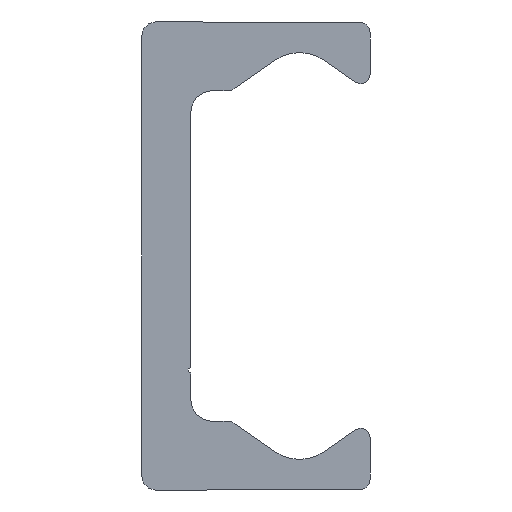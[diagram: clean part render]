
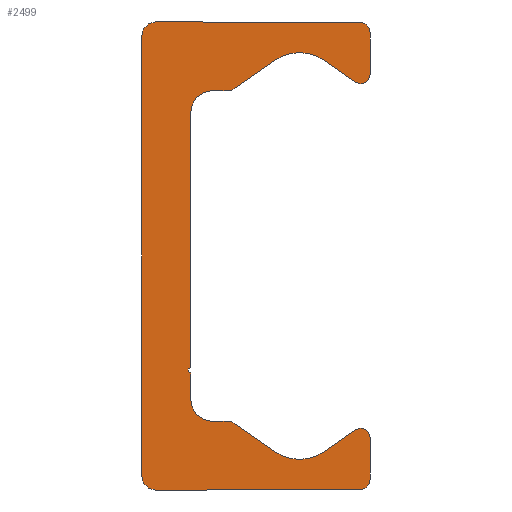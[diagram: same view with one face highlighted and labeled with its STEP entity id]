
A CAD part, left-side view. The second image highlights one B-rep face of the part: STEP entity #2499.
In plain terms, the highlighted planar face has unit normal (-1, 0, 0).
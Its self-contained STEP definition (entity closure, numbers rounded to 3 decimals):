
#1476=CARTESIAN_POINT('',(0.0,9.25,-21.5));
#1477=VERTEX_POINT('',#1476);
#1484=CARTESIAN_POINT('',(0.0,10.5,-20.25));
#1485=VERTEX_POINT('',#1484);
#1486=CARTESIAN_POINT('',(0.0,9.25,-20.25));
#1487=DIRECTION('',(1.0,0.0,0.0));
#1488=DIRECTION('',(0.0,0.0,-1.0));
#1489=AXIS2_PLACEMENT_3D('',#1486,#1487,#1488);
#1490=CIRCLE('',#1489,1.25);
#1491=EDGE_CURVE('',#1477,#1485,#1490,.T.);
#1515=CARTESIAN_POINT('',(0.0,-9.5,-21.5));
#1516=VERTEX_POINT('',#1515);
#1523=CARTESIAN_POINT('',(0.0,-9.5,-21.5));
#1524=DIRECTION('',(0.0,1.0,0.0));
#1525=VECTOR('',#1524,18.75);
#1526=LINE('',#1523,#1525);
#1527=EDGE_CURVE('',#1516,#1477,#1526,.T.);
#1547=CARTESIAN_POINT('',(0.0,-10.5,-20.5));
#1548=VERTEX_POINT('',#1547);
#1555=CARTESIAN_POINT('',(0.0,-9.5,-20.5));
#1556=DIRECTION('',(1.0,0.0,0.0));
#1557=DIRECTION('',(0.0,-1.0,0.0));
#1558=AXIS2_PLACEMENT_3D('',#1555,#1556,#1557);
#1559=CIRCLE('',#1558,1.0);
#1560=EDGE_CURVE('',#1548,#1516,#1559,.T.);
#1579=CARTESIAN_POINT('',(0.0,-10.5,-16.65));
#1580=VERTEX_POINT('',#1579);
#1587=CARTESIAN_POINT('',(0.0,-10.5,-16.65));
#1588=DIRECTION('',(0.0,0.0,-1.0));
#1589=VECTOR('',#1588,3.85);
#1590=LINE('',#1587,#1589);
#1591=EDGE_CURVE('',#1580,#1548,#1590,.T.);
#1611=CARTESIAN_POINT('',(0.0,-9.162,-15.954));
#1612=VERTEX_POINT('',#1611);
#1619=CARTESIAN_POINT('',(0.0,-9.65,-16.65));
#1620=DIRECTION('',(1.0,0.0,0.0));
#1621=DIRECTION('',(0.0,0.574,0.819));
#1622=AXIS2_PLACEMENT_3D('',#1619,#1620,#1621);
#1623=CIRCLE('',#1622,0.85);
#1624=EDGE_CURVE('',#1612,#1580,#1623,.T.);
#1643=CARTESIAN_POINT('',(0.0,-6.294,-17.962));
#1644=VERTEX_POINT('',#1643);
#1651=CARTESIAN_POINT('',(0.0,-6.294,-17.962));
#1652=DIRECTION('',(0.0,-0.819,0.574));
#1653=VECTOR('',#1652,3.501);
#1654=LINE('',#1651,#1653);
#1655=EDGE_CURVE('',#1644,#1612,#1654,.T.);
#1675=CARTESIAN_POINT('',(0.0,-1.706,-17.962));
#1676=VERTEX_POINT('',#1675);
#1683=CARTESIAN_POINT('',(0.0,-4.,-14.685));
#1684=DIRECTION('',(-1.0,0.0,0.0));
#1685=DIRECTION('',(0.0,0.574,0.819));
#1686=AXIS2_PLACEMENT_3D('',#1683,#1684,#1685);
#1687=CIRCLE('',#1686,4.0);
#1688=EDGE_CURVE('',#1676,#1644,#1687,.T.);
#1707=CARTESIAN_POINT('',(0.0,1.981,-15.381));
#1708=VERTEX_POINT('',#1707);
#1715=CARTESIAN_POINT('',(0.0,1.981,-15.381));
#1716=DIRECTION('',(0.0,-0.819,-0.574));
#1717=VECTOR('',#1716,4.5);
#1718=LINE('',#1715,#1717);
#1719=EDGE_CURVE('',#1708,#1676,#1718,.T.);
#1739=CARTESIAN_POINT('',(0.0,2.554,-15.2));
#1740=VERTEX_POINT('',#1739);
#1747=CARTESIAN_POINT('',(0.0,2.554,-16.2));
#1748=DIRECTION('',(1.0,0.0,0.0));
#1749=DIRECTION('',(0.0,0.0,1.0));
#1750=AXIS2_PLACEMENT_3D('',#1747,#1748,#1749);
#1751=CIRCLE('',#1750,1.);
#1752=EDGE_CURVE('',#1740,#1708,#1751,.T.);
#1771=CARTESIAN_POINT('',(0.0,4.0,-15.2));
#1772=VERTEX_POINT('',#1771);
#1779=CARTESIAN_POINT('',(0.0,4.0,-15.2));
#1780=DIRECTION('',(0.0,-1.0,0.0));
#1781=VECTOR('',#1780,1.446);
#1782=LINE('',#1779,#1781);
#1783=EDGE_CURVE('',#1772,#1740,#1782,.T.);
#1803=CARTESIAN_POINT('',(0.0,6.,-13.2));
#1804=VERTEX_POINT('',#1803);
#1811=CARTESIAN_POINT('',(0.0,4.,-13.2));
#1812=DIRECTION('',(-1.0,0.0,0.0));
#1813=DIRECTION('',(0.0,0.0,1.0));
#1814=AXIS2_PLACEMENT_3D('',#1811,#1812,#1813);
#1815=CIRCLE('',#1814,2.0);
#1816=EDGE_CURVE('',#1804,#1772,#1815,.T.);
#1835=CARTESIAN_POINT('',(0.0,6.,-10.75));
#1836=VERTEX_POINT('',#1835);
#1843=CARTESIAN_POINT('',(0.0,6.,-10.75));
#1844=DIRECTION('',(0.0,0.0,-1.0));
#1845=VECTOR('',#1844,2.45);
#1846=LINE('',#1843,#1845);
#1847=EDGE_CURVE('',#1836,#1804,#1846,.T.);
#1867=CARTESIAN_POINT('',(0.0,6.,-10.25));
#1868=VERTEX_POINT('',#1867);
#1875=CARTESIAN_POINT('',(0.0,6.,-10.5));
#1876=DIRECTION('',(-1.0,0.0,0.0));
#1877=DIRECTION('',(0.0,0.0,1.0));
#1878=AXIS2_PLACEMENT_3D('',#1875,#1876,#1877);
#1879=CIRCLE('',#1878,0.25);
#1880=EDGE_CURVE('',#1868,#1836,#1879,.T.);
#1899=CARTESIAN_POINT('',(0.0,6.,13.2));
#1900=VERTEX_POINT('',#1899);
#1907=CARTESIAN_POINT('',(0.0,6.,13.2));
#1908=DIRECTION('',(0.0,0.0,-1.0));
#1909=VECTOR('',#1908,23.45);
#1910=LINE('',#1907,#1909);
#1911=EDGE_CURVE('',#1900,#1868,#1910,.T.);
#2018=CARTESIAN_POINT('',(0.0,4.0,15.2));
#2019=VERTEX_POINT('',#2018);
#2026=CARTESIAN_POINT('',(0.0,4.,13.2));
#2027=DIRECTION('',(-1.0,0.0,0.0));
#2028=DIRECTION('',(0.0,-1.0,0.0));
#2029=AXIS2_PLACEMENT_3D('',#2026,#2027,#2028);
#2030=CIRCLE('',#2029,2.0);
#2031=EDGE_CURVE('',#2019,#1900,#2030,.T.);
#2050=CARTESIAN_POINT('',(0.0,2.554,15.2));
#2051=VERTEX_POINT('',#2050);
#2058=CARTESIAN_POINT('',(0.0,2.554,15.2));
#2059=DIRECTION('',(0.0,1.0,0.0));
#2060=VECTOR('',#2059,1.446);
#2061=LINE('',#2058,#2060);
#2062=EDGE_CURVE('',#2051,#2019,#2061,.T.);
#2082=CARTESIAN_POINT('',(0.0,1.981,15.381));
#2083=VERTEX_POINT('',#2082);
#2090=CARTESIAN_POINT('',(0.0,2.554,16.2));
#2091=DIRECTION('',(1.0,0.0,0.0));
#2092=DIRECTION('',(0.0,-0.574,-0.819));
#2093=AXIS2_PLACEMENT_3D('',#2090,#2091,#2092);
#2094=CIRCLE('',#2093,1.);
#2095=EDGE_CURVE('',#2083,#2051,#2094,.T.);
#2114=CARTESIAN_POINT('',(0.0,-1.706,17.962));
#2115=VERTEX_POINT('',#2114);
#2122=CARTESIAN_POINT('',(0.0,-1.706,17.962));
#2123=DIRECTION('',(0.0,0.819,-0.574));
#2124=VECTOR('',#2123,4.5);
#2125=LINE('',#2122,#2124);
#2126=EDGE_CURVE('',#2115,#2083,#2125,.T.);
#2146=CARTESIAN_POINT('',(0.0,-6.294,17.962));
#2147=VERTEX_POINT('',#2146);
#2154=CARTESIAN_POINT('',(0.0,-4.,14.685));
#2155=DIRECTION('',(-1.0,0.0,0.0));
#2156=DIRECTION('',(0.0,-0.574,-0.819));
#2157=AXIS2_PLACEMENT_3D('',#2154,#2155,#2156);
#2158=CIRCLE('',#2157,4.0);
#2159=EDGE_CURVE('',#2147,#2115,#2158,.T.);
#2178=CARTESIAN_POINT('',(0.0,-9.162,15.954));
#2179=VERTEX_POINT('',#2178);
#2186=CARTESIAN_POINT('',(0.0,-9.162,15.954));
#2187=DIRECTION('',(0.0,0.819,0.574));
#2188=VECTOR('',#2187,3.501);
#2189=LINE('',#2186,#2188);
#2190=EDGE_CURVE('',#2179,#2147,#2189,.T.);
#2210=CARTESIAN_POINT('',(0.0,-10.5,16.65));
#2211=VERTEX_POINT('',#2210);
#2218=CARTESIAN_POINT('',(0.0,-9.65,16.65));
#2219=DIRECTION('',(1.0,0.0,0.0));
#2220=DIRECTION('',(0.0,-1.0,0.0));
#2221=AXIS2_PLACEMENT_3D('',#2218,#2219,#2220);
#2222=CIRCLE('',#2221,0.85);
#2223=EDGE_CURVE('',#2211,#2179,#2222,.T.);
#2242=CARTESIAN_POINT('',(0.0,-10.5,20.5));
#2243=VERTEX_POINT('',#2242);
#2250=CARTESIAN_POINT('',(0.0,-10.5,20.5));
#2251=DIRECTION('',(0.0,0.0,-1.0));
#2252=VECTOR('',#2251,3.85);
#2253=LINE('',#2250,#2252);
#2254=EDGE_CURVE('',#2243,#2211,#2253,.T.);
#2274=CARTESIAN_POINT('',(0.0,-9.5,21.5));
#2275=VERTEX_POINT('',#2274);
#2282=CARTESIAN_POINT('',(0.0,-9.5,20.5));
#2283=DIRECTION('',(1.0,0.0,0.0));
#2284=DIRECTION('',(0.0,0.0,1.0));
#2285=AXIS2_PLACEMENT_3D('',#2282,#2283,#2284);
#2286=CIRCLE('',#2285,1.0);
#2287=EDGE_CURVE('',#2275,#2243,#2286,.T.);
#2306=CARTESIAN_POINT('',(0.0,9.25,21.5));
#2307=VERTEX_POINT('',#2306);
#2314=CARTESIAN_POINT('',(0.0,9.25,21.5));
#2315=DIRECTION('',(0.0,-1.0,0.0));
#2316=VECTOR('',#2315,18.75);
#2317=LINE('',#2314,#2316);
#2318=EDGE_CURVE('',#2307,#2275,#2317,.T.);
#2338=CARTESIAN_POINT('',(0.0,10.5,20.25));
#2339=VERTEX_POINT('',#2338);
#2346=CARTESIAN_POINT('',(0.0,9.25,20.25));
#2347=DIRECTION('',(1.0,0.0,0.0));
#2348=DIRECTION('',(0.0,1.0,0.0));
#2349=AXIS2_PLACEMENT_3D('',#2346,#2347,#2348);
#2350=CIRCLE('',#2349,1.25);
#2351=EDGE_CURVE('',#2339,#2307,#2350,.T.);
#2369=CARTESIAN_POINT('',(0.0,10.5,-20.25));
#2370=DIRECTION('',(0.0,0.0,1.0));
#2371=VECTOR('',#2370,40.5);
#2372=LINE('',#2369,#2371);
#2373=EDGE_CURVE('',#1485,#2339,#2372,.T.);
#2466=CARTESIAN_POINT('',(0.0,2.66,-0.019));
#2467=DIRECTION('',(1.0,0.0,0.0));
#2468=DIRECTION('',(0.0,0.0,-1.0));
#2469=AXIS2_PLACEMENT_3D('',#2466,#2467,#2468);
#2470=PLANE('',#2469);
#2471=ORIENTED_EDGE('',*,*,#2373,.F.);
#2472=ORIENTED_EDGE('',*,*,#1491,.F.);
#2473=ORIENTED_EDGE('',*,*,#1527,.F.);
#2474=ORIENTED_EDGE('',*,*,#1560,.F.);
#2475=ORIENTED_EDGE('',*,*,#1591,.F.);
#2476=ORIENTED_EDGE('',*,*,#1624,.F.);
#2477=ORIENTED_EDGE('',*,*,#1655,.F.);
#2478=ORIENTED_EDGE('',*,*,#1688,.F.);
#2479=ORIENTED_EDGE('',*,*,#1719,.F.);
#2480=ORIENTED_EDGE('',*,*,#1752,.F.);
#2481=ORIENTED_EDGE('',*,*,#1783,.F.);
#2482=ORIENTED_EDGE('',*,*,#1816,.F.);
#2483=ORIENTED_EDGE('',*,*,#1847,.F.);
#2484=ORIENTED_EDGE('',*,*,#1880,.F.);
#2485=ORIENTED_EDGE('',*,*,#1911,.F.);
#2486=ORIENTED_EDGE('',*,*,#2031,.F.);
#2487=ORIENTED_EDGE('',*,*,#2062,.F.);
#2488=ORIENTED_EDGE('',*,*,#2095,.F.);
#2489=ORIENTED_EDGE('',*,*,#2126,.F.);
#2490=ORIENTED_EDGE('',*,*,#2159,.F.);
#2491=ORIENTED_EDGE('',*,*,#2190,.F.);
#2492=ORIENTED_EDGE('',*,*,#2223,.F.);
#2493=ORIENTED_EDGE('',*,*,#2254,.F.);
#2494=ORIENTED_EDGE('',*,*,#2287,.F.);
#2495=ORIENTED_EDGE('',*,*,#2318,.F.);
#2496=ORIENTED_EDGE('',*,*,#2351,.F.);
#2497=EDGE_LOOP('',(#2471,#2472,#2473,#2474,#2475,#2476,#2477,#2478,#2479,#2480,#2481,#2482,#2483,#2484,#2485,#2486,#2487,#2488,#2489,#2490,#2491,#2492,#2493,#2494,#2495,#2496));
#2498=FACE_OUTER_BOUND('',#2497,.T.);
#2499=ADVANCED_FACE('',(#2498),#2470,.F.);
